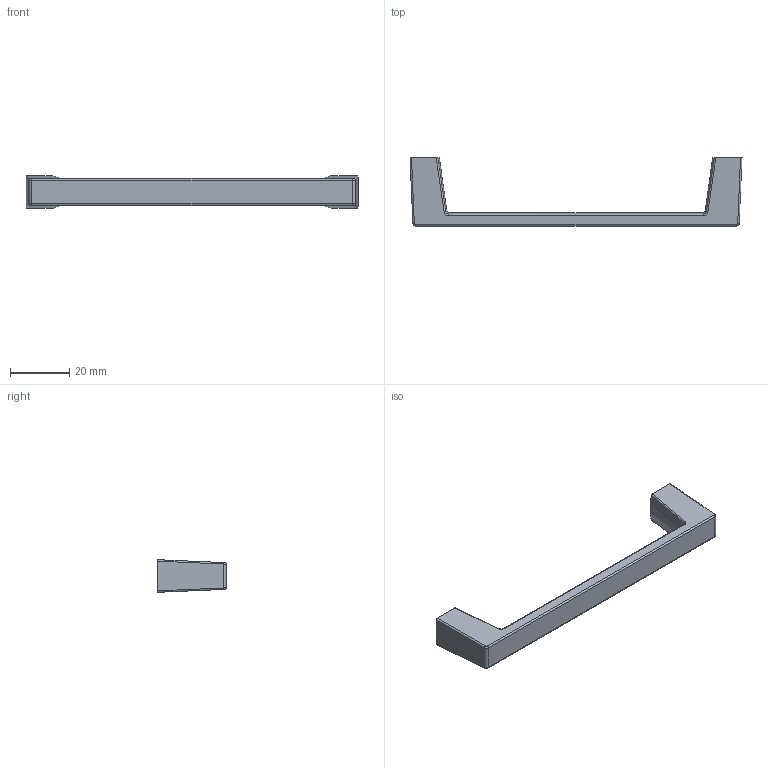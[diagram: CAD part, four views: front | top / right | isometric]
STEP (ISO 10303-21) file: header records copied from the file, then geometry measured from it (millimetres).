
FILE_DESCRIPTION( (''), '2;1');
FILE_NAME ('PC50.28072.THA_189S_4800.stp','2020-06-12T12:32:06',(''),(''),'spGate 16.7.1','','');
FILE_SCHEMA (('AUTOMOTIVE_DESIGN'));
Length unit declared in the file: millimetre
Products named in the file (2): Assembly; pull
Assembly tree (1 placements, depth 2):
  Assembly
    pull
Bounding box: 112 x 23 x 11 mm (x, y, z)
Volume: 7992.1 mm3; surface area: 4731.9 mm2
Topology: 1 solids, 1 shells, 40 faces, 92 edges, 56 vertices
Faces by surface type: cylinder 17, bspline 14, plane 9
Entity records: 2172 total; most frequent: CARTESIAN_POINT 606, ORIENTED_EDGE 184, DIRECTION 134, COLOUR_RGB 133, PRESENTATION_STYLE_ASSIGNMENT 133, STYLED_ITEM 133, EDGE_CURVE 92, DRAUGHTING_PRE_DEFINED_CURVE_FONT 92
